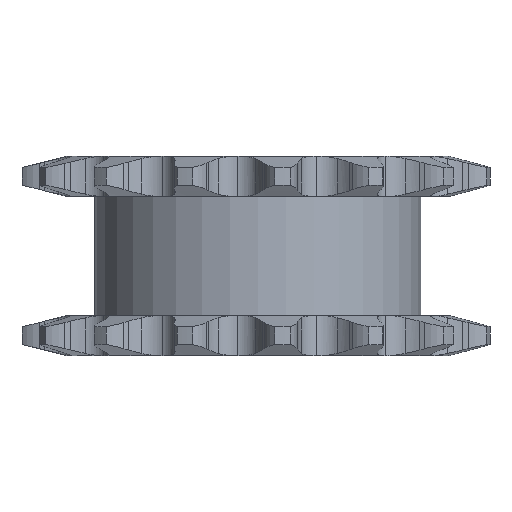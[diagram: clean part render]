
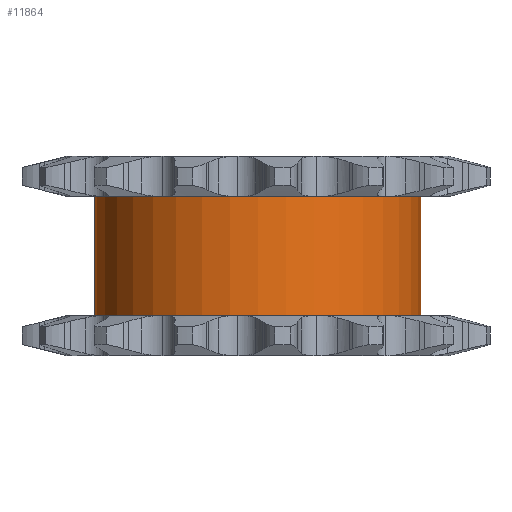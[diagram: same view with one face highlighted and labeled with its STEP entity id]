
A CAD part, front view. The second image highlights one B-rep face of the part: STEP entity #11864.
In plain terms, the highlighted cylindrical face has radius 17.462 mm (diameter 34.925 mm), a partial arc.
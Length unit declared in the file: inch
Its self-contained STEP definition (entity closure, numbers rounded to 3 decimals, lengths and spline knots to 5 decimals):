
#421 = ORIENTED_EDGE ( 'NONE', *, *, #3278, .T. ) ;
#585 = ORIENTED_EDGE ( 'NONE', *, *, #5326, .T. ) ;
#792 = ORIENTED_EDGE ( 'NONE', *, *, #3276, .F. ) ;
#802 = ORIENTED_EDGE ( 'NONE', *, *, #956, .F. ) ;
#956 = EDGE_CURVE ( 'NONE', #9986, #2825, #6099, .T. ) ;
#1431 = CARTESIAN_POINT ( 'NONE',  ( 0., 0., -0.587 ) ) ;
#1432 = DIRECTION ( 'NONE',  ( 0., 0., -1. ) ) ;
#1433 = DIRECTION ( 'NONE',  ( -1., 0., 0. ) ) ;
#1618 = CARTESIAN_POINT ( 'NONE',  ( -0.6875, 0., -0.0845 ) ) ;
#1689 = CARTESIAN_POINT ( 'NONE',  ( -0.6875, 0., -0.587 ) ) ;
#1941 = CARTESIAN_POINT ( 'NONE',  ( 0.6875, 0., -0.587 ) ) ;
#1954 = CARTESIAN_POINT ( 'NONE',  ( 0.6875, 0., -0.0845 ) ) ;
#2373 = EDGE_LOOP ( 'NONE', ( #792, #802, #421, #585 ) ) ;
#2754 = VERTEX_POINT ( 'NONE', #1618 ) ;
#2825 = VERTEX_POINT ( 'NONE', #1689 ) ;
#3276 = EDGE_CURVE ( 'NONE', #2825, #2754, #6174, .T. ) ;
#3278 = EDGE_CURVE ( 'NONE', #9986, #9999, #6179, .T. ) ;
#3425 = AXIS2_PLACEMENT_3D ( 'NONE', #3602, #3600, #3598 ) ;
#3598 = DIRECTION ( 'NONE',  ( 1., 0., 0. ) ) ;
#3600 = DIRECTION ( 'NONE',  ( 0., 0., 1. ) ) ;
#3602 = CARTESIAN_POINT ( 'NONE',  ( 0., 0., -0.587 ) ) ;
#4196 = CARTESIAN_POINT ( 'NONE',  ( 0., 0., -0.0845 ) ) ;
#4197 = DIRECTION ( 'NONE',  ( 0., 0., -1. ) ) ;
#4198 = DIRECTION ( 'NONE',  ( 1., 0., 0. ) ) ;
#5326 = EDGE_CURVE ( 'NONE', #9999, #2754, #6317, .T. ) ;
#6099 = CIRCLE ( 'NONE', #11658, 0.6875 ) ;
#6174 = LINE ( 'NONE', #8274, #6178 ) ;
#6178 = VECTOR ( 'NONE', #8275, 39.37008 ) ;
#6179 = LINE ( 'NONE', #8284, #6181 ) ;
#6181 = VECTOR ( 'NONE', #8280, 39.37008 ) ;
#6317 = CIRCLE ( 'NONE', #11826, 0.6875 ) ;
#8274 = CARTESIAN_POINT ( 'NONE',  ( -0.6875, 0., -0.587 ) ) ;
#8275 = DIRECTION ( 'NONE',  ( 0., 0., 1. ) ) ;
#8280 = DIRECTION ( 'NONE',  ( 0., 0., 1. ) ) ;
#8284 = CARTESIAN_POINT ( 'NONE',  ( 0.6875, 0., -0.587 ) ) ;
#9986 = VERTEX_POINT ( 'NONE', #1941 ) ;
#9999 = VERTEX_POINT ( 'NONE', #1954 ) ;
#11084 = FACE_OUTER_BOUND ( 'NONE', #2373, .T. ) ;
#11093 = CYLINDRICAL_SURFACE ( 'NONE', #3425, 0.6875 ) ;
#11658 = AXIS2_PLACEMENT_3D ( 'NONE', #1431, #1432, #1433 ) ;
#11826 = AXIS2_PLACEMENT_3D ( 'NONE', #4196, #4197, #4198 ) ;
#11864 = ADVANCED_FACE ( 'NONE', ( #11084 ), #11093, .T. ) ;
